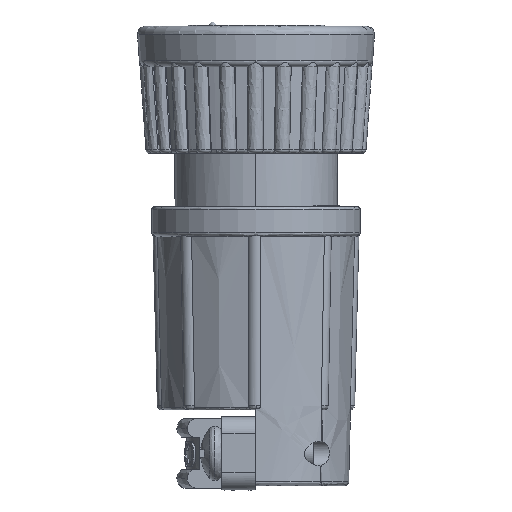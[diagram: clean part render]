
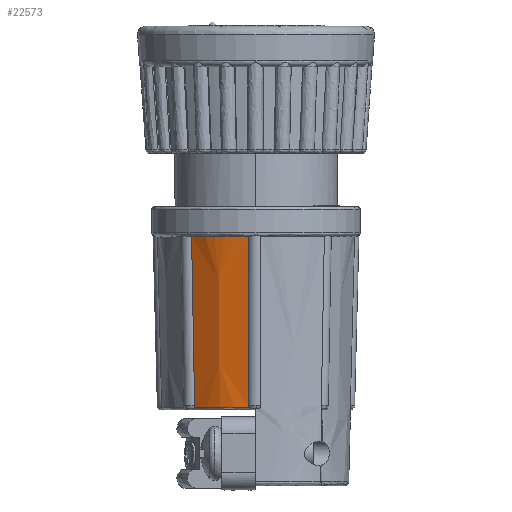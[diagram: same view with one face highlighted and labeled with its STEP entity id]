
A CAD part, left-side view. The second image highlights one B-rep face of the part: STEP entity #22573.
In plain terms, the highlighted conical face has half-angle 1.432 degrees and reference radius 9.271 mm.
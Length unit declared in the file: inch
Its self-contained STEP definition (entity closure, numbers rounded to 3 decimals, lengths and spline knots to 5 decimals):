
#220 = DIRECTION ( 'NONE',  ( 0., -1., 0. ) ) ;
#1109 = DIRECTION ( 'NONE',  ( 0., 0., 1. ) ) ;
#1804 = CARTESIAN_POINT ( 'NONE',  ( -0.34825, 0.02637, -1.41025 ) ) ;
#2460 = CONICAL_SURFACE ( 'NONE', #11131, 0.365, 0.025 ) ;
#2924 = VERTEX_POINT ( 'NONE', #20676 ) ;
#3015 = EDGE_CURVE ( 'NONE', #18102, #24130, #19918, .T. ) ;
#4016 = AXIS2_PLACEMENT_3D ( 'NONE', #12327, #1109, #14182 ) ;
#4947 = CARTESIAN_POINT ( 'NONE',  ( -0.30218, 0.20838, -0.78 ) ) ;
#5085 = CARTESIAN_POINT ( 'NONE',  ( -0.34825, 0.02637, -1.41025 ) ) ;
#5105 = CARTESIAN_POINT ( 'NONE',  ( -0.27681, 0.23791, -0.78 ) ) ;
#6392 = CARTESIAN_POINT ( 'NONE',  ( -0.26574, 0.22681, -1.40498 ) ) ;
#6866 = ORIENTED_EDGE ( 'NONE', *, *, #16219, .T. ) ;
#6958 = CARTESIAN_POINT ( 'NONE',  ( -0.36396, 0.0275, -0.78 ) ) ;
#7271 = VERTEX_POINT ( 'NONE', #5085 ) ;
#8015 = B_SPLINE_CURVE_WITH_KNOTS ( 'NONE', 3,
 ( #1804, #9329, #24226, #13071 ),
 .UNSPECIFIED., .F., .F.,
 ( 4, 4 ),
 ( 0., 1. ),
 .UNSPECIFIED. ) ;
#8572 = CARTESIAN_POINT ( 'NONE',  ( -0.2649, 0.2276, -1.41025 ) ) ;
#8663 = CARTESIAN_POINT ( 'NONE',  ( -0.35211, 0.10373, -0.78 ) ) ;
#8818 = CARTESIAN_POINT ( 'NONE',  ( -0.35351, 0.02752, -1.19665 ) ) ;
#9329 = CARTESIAN_POINT ( 'NONE',  ( -0.34823, 0.02714, -1.40858 ) ) ;
#10329 = VERTEX_POINT ( 'NONE', #16370 ) ;
#10373 = EDGE_LOOP ( 'NONE', ( #23072, #22017, #6866, #15849, #23179, #16037 ) ) ;
#10507 = CIRCLE ( 'NONE', #4016, 0.34924 ) ;
#10526 = CARTESIAN_POINT ( 'NONE',  ( -0.36396, 0.0275, -0.78 ) ) ;
#10586 = CARTESIAN_POINT ( 'NONE',  ( -0.26574, 0.22681, -1.40498 ) ) ;
#10884 = CARTESIAN_POINT ( 'NONE',  ( -0.2649, 0.2276, -1.41025 ) ) ;
#11131 = AXIS2_PLACEMENT_3D ( 'NONE', #11435, #20704, #220 ) ;
#11435 = CARTESIAN_POINT ( 'NONE',  ( 0., 0., -0.78 ) ) ;
#12327 = CARTESIAN_POINT ( 'NONE',  ( 0., 0., -1.41025 ) ) ;
#12976 = FACE_OUTER_BOUND ( 'NONE', #10373, .T. ) ;
#13071 = CARTESIAN_POINT ( 'NONE',  ( -0.34829, 0.02753, -1.40498 ) ) ;
#13758 = CARTESIAN_POINT ( 'NONE',  ( -0.27313, 0.2342, -0.98833 ) ) ;
#14182 = DIRECTION ( 'NONE',  ( 0., 1., 0. ) ) ;
#15849 = ORIENTED_EDGE ( 'NONE', *, *, #20307, .T. ) ;
#16037 = ORIENTED_EDGE ( 'NONE', *, *, #19573, .F. ) ;
#16219 = EDGE_CURVE ( 'NONE', #16240, #7271, #10507, .T. ) ;
#16240 = VERTEX_POINT ( 'NONE', #8572 ) ;
#16370 = CARTESIAN_POINT ( 'NONE',  ( -0.36396, 0.0275, -0.78 ) ) ;
#17152 = B_SPLINE_CURVE_WITH_KNOTS ( 'NONE', 3,
 ( #6958, #18104, #8818, #21821 ),
 .UNSPECIFIED., .F., .F.,
 ( 4, 4 ),
 ( 0., 1. ),
 .UNSPECIFIED. ) ;
#17241 = EDGE_CURVE ( 'NONE', #10329, #2924, #17152, .T. ) ;
#17527 = CARTESIAN_POINT ( 'NONE',  ( -0.27681, 0.23791, -0.78 ) ) ;
#18102 = VERTEX_POINT ( 'NONE', #5105 ) ;
#18104 = CARTESIAN_POINT ( 'NONE',  ( -0.35874, 0.02751, -0.98833 ) ) ;
#18310 = CARTESIAN_POINT ( 'NONE',  ( -0.26571, 0.22679, -1.40682 ) ) ;
#18763 = B_SPLINE_CURVE_WITH_KNOTS ( 'NONE', 3,
 ( #23474, #4947, #19805, #8663, #21667, #10526 ),
 .UNSPECIFIED., .F., .F.,
 ( 4, 2, 4 ),
 ( 0., 0.5, 1. ),
 .UNSPECIFIED. ) ;
#19573 = EDGE_CURVE ( 'NONE', #18102, #10329, #18763, .T. ) ;
#19805 = CARTESIAN_POINT ( 'NONE',  ( -0.32232, 0.17563, -0.78 ) ) ;
#19918 = B_SPLINE_CURVE_WITH_KNOTS ( 'NONE', 3,
 ( #17527, #13758, #23030, #6392 ),
 .UNSPECIFIED., .F., .F.,
 ( 4, 4 ),
 ( 0., 1. ),
 .UNSPECIFIED. ) ;
#20142 = CARTESIAN_POINT ( 'NONE',  ( -0.26574, 0.22681, -1.40498 ) ) ;
#20307 = EDGE_CURVE ( 'NONE', #7271, #2924, #8015, .T. ) ;
#20676 = CARTESIAN_POINT ( 'NONE',  ( -0.34829, 0.02753, -1.40498 ) ) ;
#20704 = DIRECTION ( 'NONE',  ( 0., 0., 1. ) ) ;
#21667 = CARTESIAN_POINT ( 'NONE',  ( -0.36102, 0.06634, -0.78 ) ) ;
#21821 = CARTESIAN_POINT ( 'NONE',  ( -0.34829, 0.02753, -1.40498 ) ) ;
#22017 = ORIENTED_EDGE ( 'NONE', *, *, #23422, .T. ) ;
#22022 = CARTESIAN_POINT ( 'NONE',  ( -0.26542, 0.22705, -1.40858 ) ) ;
#22573 = ADVANCED_FACE ( 'NONE', ( #12976 ), #2460, .T. ) ;
#23030 = CARTESIAN_POINT ( 'NONE',  ( -0.26944, 0.2305, -1.19665 ) ) ;
#23072 = ORIENTED_EDGE ( 'NONE', *, *, #3015, .T. ) ;
#23179 = ORIENTED_EDGE ( 'NONE', *, *, #17241, .F. ) ;
#23422 = EDGE_CURVE ( 'NONE', #24130, #16240, #23702, .T. ) ;
#23474 = CARTESIAN_POINT ( 'NONE',  ( -0.27681, 0.23791, -0.78 ) ) ;
#23702 = B_SPLINE_CURVE_WITH_KNOTS ( 'NONE', 3,
 ( #20142, #18310, #22022, #10884 ),
 .UNSPECIFIED., .F., .F.,
 ( 4, 4 ),
 ( 0., 1. ),
 .UNSPECIFIED. ) ;
#24130 = VERTEX_POINT ( 'NONE', #10586 ) ;
#24226 = CARTESIAN_POINT ( 'NONE',  ( -0.34824, 0.02752, -1.40682 ) ) ;
